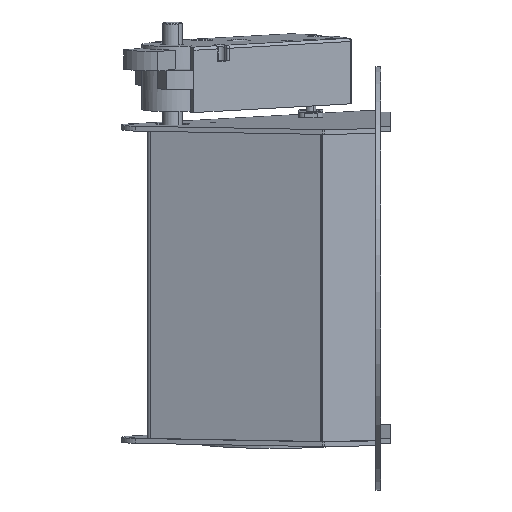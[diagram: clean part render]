
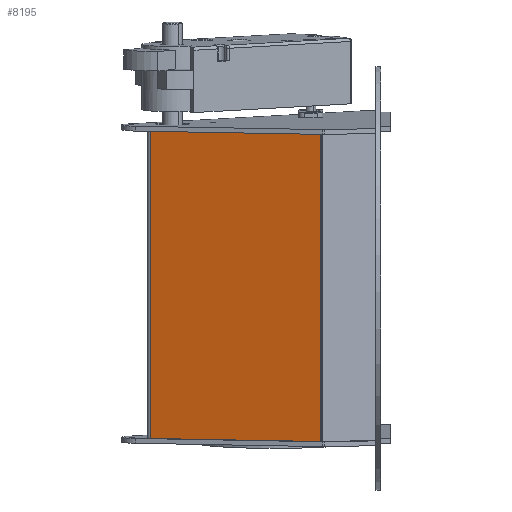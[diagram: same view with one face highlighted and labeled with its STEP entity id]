
A CAD part, left-side view. The second image highlights one B-rep face of the part: STEP entity #8195.
In plain terms, the highlighted planar face has unit normal (-0.964, 0.259, -0.064).
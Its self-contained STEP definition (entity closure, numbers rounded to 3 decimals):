
#311 = CARTESIAN_POINT ( 'NONE',  ( -243.94, 504.674, -245.15 ) ) ;
#477 = EDGE_LOOP ( 'NONE', ( #10438, #9492, #20111, #15745 ) ) ;
#598 = CARTESIAN_POINT ( 'NONE',  ( -222.741, 504.674, -562.443 ) ) ;
#838 = VECTOR ( 'NONE', #7480, 1000. ) ;
#839 = DIRECTION ( 'NONE',  ( 0.067, 0., -0.998 ) ) ;
#2086 = VECTOR ( 'NONE', #3695, 1000. ) ;
#2610 = CARTESIAN_POINT ( 'NONE',  ( -197.053, 680.046, -242.017 ) ) ;
#3617 = EDGE_CURVE ( 'NONE', #11751, #5896, #16772, .T. ) ;
#3695 = DIRECTION ( 'NONE',  ( -0.258, -0.966, -0.017 ) ) ;
#5065 = CARTESIAN_POINT ( 'NONE',  ( -175.062, 683.011, -559.257 ) ) ;
#5216 = CARTESIAN_POINT ( 'NONE',  ( -175.854, 680.046, -559.31 ) ) ;
#5501 = CARTESIAN_POINT ( 'NONE',  ( -243.94, 504.674, -245.15 ) ) ;
#5896 = VERTEX_POINT ( 'NONE', #598 ) ;
#5963 = DIRECTION ( 'NONE',  ( -0.258, -0.966, -0.017 ) ) ;
#6134 = CARTESIAN_POINT ( 'NONE',  ( -197.053, 680.046, -242.017 ) ) ;
#7480 = DIRECTION ( 'NONE',  ( 0.067, 0., -0.998 ) ) ;
#8195 = ADVANCED_FACE ( 'NONE', ( #20072 ), #10797, .F. ) ;
#9492 = ORIENTED_EDGE ( 'NONE', *, *, #3617, .F. ) ;
#9662 = AXIS2_PLACEMENT_3D ( 'NONE', #18926, #20271, #10583 ) ;
#10438 = ORIENTED_EDGE ( 'NONE', *, *, #19950, .T. ) ;
#10561 = LINE ( 'NONE', #2610, #19467 ) ;
#10583 = DIRECTION ( 'NONE',  ( 0.258, 0.966, 0.017 ) ) ;
#10797 = PLANE ( 'NONE',  #9662 ) ;
#11751 = VERTEX_POINT ( 'NONE', #311 ) ;
#13074 = EDGE_CURVE ( 'NONE', #15539, #11751, #20257, .T. ) ;
#15539 = VERTEX_POINT ( 'NONE', #6134 ) ;
#15745 = ORIENTED_EDGE ( 'NONE', *, *, #16555, .T. ) ;
#16555 = EDGE_CURVE ( 'NONE', #15539, #18092, #10561, .T. ) ;
#16772 = LINE ( 'NONE', #5501, #838 ) ;
#17143 = CARTESIAN_POINT ( 'NONE',  ( -196.261, 683.011, -241.964 ) ) ;
#18007 = LINE ( 'NONE', #5065, #2086 ) ;
#18092 = VERTEX_POINT ( 'NONE', #5216 ) ;
#18926 = CARTESIAN_POINT ( 'NONE',  ( -196.261, 683.011, -241.964 ) ) ;
#19467 = VECTOR ( 'NONE', #839, 1000. ) ;
#19929 = VECTOR ( 'NONE', #5963, 1000. ) ;
#19950 = EDGE_CURVE ( 'NONE', #18092, #5896, #18007, .T. ) ;
#20072 = FACE_OUTER_BOUND ( 'NONE', #477, .T. ) ;
#20111 = ORIENTED_EDGE ( 'NONE', *, *, #13074, .F. ) ;
#20257 = LINE ( 'NONE', #17143, #19929 ) ;
#20271 = DIRECTION ( 'NONE',  ( 0.964, -0.259, 0.064 ) ) ;
